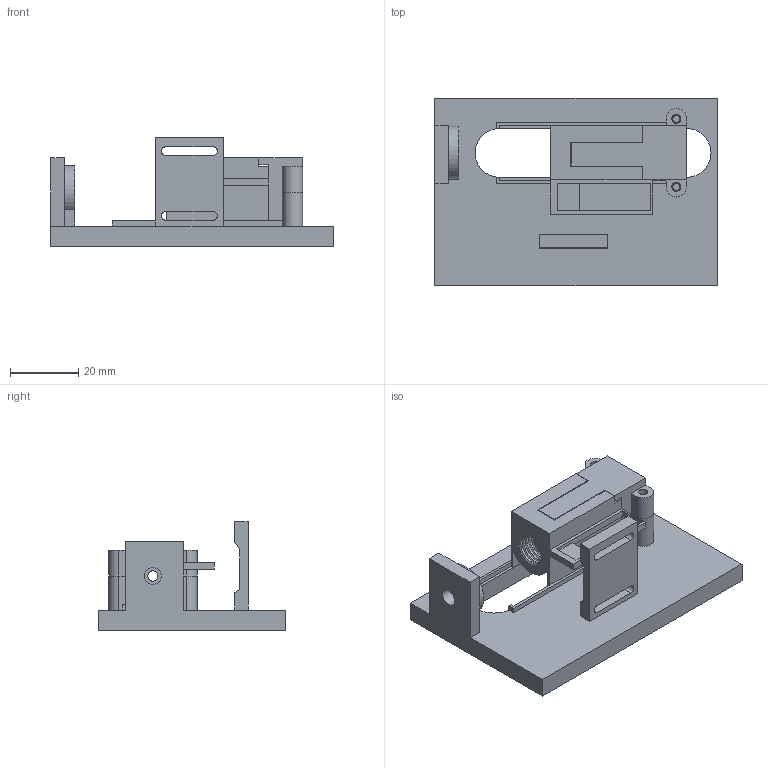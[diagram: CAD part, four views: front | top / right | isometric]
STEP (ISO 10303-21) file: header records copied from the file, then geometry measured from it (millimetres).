
FILE_DESCRIPTION(/* description */ (''),/* implementation_level */ '2;1');
FILE_NAME(/* name */ 'BambuLab Filament Buffer v6.step',/* time_stamp */ '2022-10-21T12:45:10+11:00',/* author */ (''),/* organization */ (''),/* preprocessor_version */ 'ST-DEVELOPER v19.2',/* originating_system */ 'Autodesk Translation Framework v11.17.0.187',/* authorisation */ '');
FILE_SCHEMA (('AUTOMOTIVE_DESIGN { 1 0 10303 214 3 1 1 }'));
Length unit declared in the file: millimetre
Products named in the file (4): BambuLab Filament Buffer; 零部件1; 零部件2; 零部件3
Assembly tree (3 placements, depth 2):
  BambuLab Filament Buffer
    零部件1
    零部件2
    零部件3
Bounding box: 83 x 55 x 32 mm (x, y, z)
Volume: 34991.6 mm3; surface area: 20729.6 mm2
Topology: 3 solids, 3 shells, 306 faces, 879 edges, 585 vertices
Faces by surface type: plane 147, cylinder 138, bspline 18, cone 3
Full cylindrical faces by diameter (mm): 2.175 x25, 2.675 x15, 2.7 x2, 3 x2, 5 x1, 6 x1, 7 x1, 13.5 x1
Entity records: 18522 total; most frequent: CARTESIAN_POINT 11052, ORIENTED_EDGE 1758, DIRECTION 1176, EDGE_CURVE 879, VERTEX_POINT 585, LINE 456, VECTOR 456, AXIS2_PLACEMENT_3D 360
